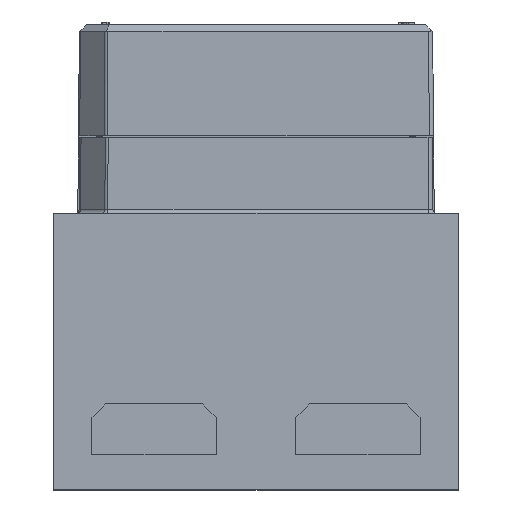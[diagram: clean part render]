
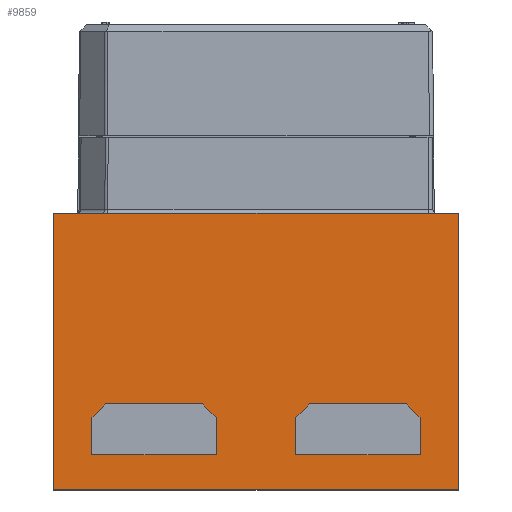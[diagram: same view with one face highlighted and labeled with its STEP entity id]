
A CAD part, top view. The second image highlights one B-rep face of the part: STEP entity #9859.
In plain terms, the highlighted planar face has unit normal (0, 0.005, 1).
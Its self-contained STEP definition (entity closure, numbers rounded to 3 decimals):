
#9859=ADVANCED_FACE('',(#15511,#15512,#15513),#10867,.F.);
#10867=PLANE('',#30707);
#13048=LINE('',#42676,#14492);
#13054=LINE('',#42690,#14498);
#13056=LINE('',#42694,#14500);
#13063=LINE('',#42707,#14507);
#13080=LINE('',#42742,#14524);
#13083=LINE('',#42749,#14527);
#13109=LINE('',#42801,#14553);
#13113=LINE('',#42810,#14557);
#13114=LINE('',#42814,#14558);
#13117=LINE('',#42820,#14561);
#13121=LINE('',#42827,#14565);
#13123=LINE('',#42831,#14567);
#13124=LINE('',#42833,#14568);
#13125=LINE('',#42836,#14569);
#13126=LINE('',#42838,#14570);
#13127=LINE('',#42840,#14571);
#14492=VECTOR('',#34968,1.);
#14498=VECTOR('',#34976,1.);
#14500=VECTOR('',#34980,1.);
#14507=VECTOR('',#34991,1.);
#14524=VECTOR('',#35020,1.);
#14527=VECTOR('',#35025,1.);
#14553=VECTOR('',#35069,1.);
#14557=VECTOR('',#35075,1.);
#14558=VECTOR('',#35082,1.);
#14561=VECTOR('',#35087,1.);
#14565=VECTOR('',#35095,1.);
#14567=VECTOR('',#35099,1.);
#14568=VECTOR('',#35102,1.);
#14569=VECTOR('',#35103,1.);
#14570=VECTOR('',#35104,1.);
#14571=VECTOR('',#35105,1.);
#15511=FACE_BOUND('',#16474,.T.);
#15512=FACE_BOUND('',#16475,.T.);
#15513=FACE_BOUND('',#16476,.T.);
#16474=EDGE_LOOP('',(#19820,#19821,#19822,#19823,#19824,#19825));
#16475=EDGE_LOOP('',(#19826,#19827,#19828,#19829,#19830,#19831));
#16476=EDGE_LOOP('',(#19832,#19833,#19834,#19835));
#19820=ORIENTED_EDGE('',*,*,#27275,.T.);
#19821=ORIENTED_EDGE('',*,*,#27273,.T.);
#19822=ORIENTED_EDGE('',*,*,#27328,.F.);
#19823=ORIENTED_EDGE('',*,*,#27267,.F.);
#19824=ORIENTED_EDGE('',*,*,#27282,.T.);
#19825=ORIENTED_EDGE('',*,*,#27299,.T.);
#19826=ORIENTED_EDGE('',*,*,#27332,.F.);
#19827=ORIENTED_EDGE('',*,*,#27333,.F.);
#19828=ORIENTED_EDGE('',*,*,#27336,.T.);
#19829=ORIENTED_EDGE('',*,*,#27302,.T.);
#19830=ORIENTED_EDGE('',*,*,#27340,.T.);
#19831=ORIENTED_EDGE('',*,*,#27342,.T.);
#19832=ORIENTED_EDGE('',*,*,#27343,.T.);
#19833=ORIENTED_EDGE('',*,*,#27344,.F.);
#19834=ORIENTED_EDGE('',*,*,#27345,.F.);
#19835=ORIENTED_EDGE('',*,*,#27346,.T.);
#24774=VERTEX_POINT('',#42677);
#24775=VERTEX_POINT('',#42678);
#24780=VERTEX_POINT('',#42689);
#24781=VERTEX_POINT('',#42691);
#24782=VERTEX_POINT('',#42695);
#24785=VERTEX_POINT('',#42706);
#24800=VERTEX_POINT('',#42748);
#24801=VERTEX_POINT('',#42750);
#24818=VERTEX_POINT('',#42804);
#24821=VERTEX_POINT('',#42809);
#24822=VERTEX_POINT('',#42815);
#24825=VERTEX_POINT('',#42828);
#24826=VERTEX_POINT('',#42834);
#24827=VERTEX_POINT('',#42835);
#24828=VERTEX_POINT('',#42837);
#24829=VERTEX_POINT('',#42839);
#27267=EDGE_CURVE('',#24774,#24775,#13048,.T.);
#27273=EDGE_CURVE('',#24781,#24780,#13054,.T.);
#27275=EDGE_CURVE('',#24782,#24781,#13056,.T.);
#27282=EDGE_CURVE('',#24774,#24785,#13063,.T.);
#27299=EDGE_CURVE('',#24785,#24782,#13080,.T.);
#27302=EDGE_CURVE('',#24801,#24800,#13083,.T.);
#27328=EDGE_CURVE('',#24775,#24780,#13109,.T.);
#27332=EDGE_CURVE('',#24821,#24818,#13113,.T.);
#27333=EDGE_CURVE('',#24822,#24821,#13114,.T.);
#27336=EDGE_CURVE('',#24822,#24801,#13117,.T.);
#27340=EDGE_CURVE('',#24800,#24825,#13121,.T.);
#27342=EDGE_CURVE('',#24825,#24818,#13123,.T.);
#27343=EDGE_CURVE('',#24826,#24827,#13124,.T.);
#27344=EDGE_CURVE('',#24828,#24827,#13125,.T.);
#27345=EDGE_CURVE('',#24829,#24828,#13126,.T.);
#27346=EDGE_CURVE('',#24829,#24826,#13127,.T.);
#30707=AXIS2_PLACEMENT_3D('',#42841,#35106,#35107);
#34968=DIRECTION('',(-0.009,-1.,0.005));
#34976=DIRECTION('',(0.009,-1.,0.005));
#34980=DIRECTION('',(0.707,-0.707,0.004));
#34991=DIRECTION('',(0.707,0.707,-0.004));
#35020=DIRECTION('',(1.,0.,0.));
#35025=DIRECTION('',(1.,0.,0.));
#35069=DIRECTION('',(1.,0.,0.));
#35075=DIRECTION('',(1.,0.,0.));
#35082=DIRECTION('',(-0.009,-1.,0.005));
#35087=DIRECTION('',(0.707,0.707,-0.004));
#35095=DIRECTION('',(0.707,-0.707,0.004));
#35099=DIRECTION('',(0.009,-1.,0.005));
#35102=DIRECTION('',(0.,-1.,0.005));
#35103=DIRECTION('',(-1.,0.,0.));
#35104=DIRECTION('',(0.,-1.,0.005));
#35105=DIRECTION('',(-1.,0.,0.));
#35106=DIRECTION('',(0.,-0.005,-1.));
#35107=DIRECTION('',(1.,0.,0.));
#42676=CARTESIAN_POINT('',(2.873,-14.727,15.123));
#42677=CARTESIAN_POINT('',(2.873,-14.727,15.123));
#42678=CARTESIAN_POINT('',(2.85,-17.4,15.137));
#42689=CARTESIAN_POINT('',(11.85,-17.4,15.137));
#42690=CARTESIAN_POINT('',(11.827,-14.727,15.123));
#42691=CARTESIAN_POINT('',(11.827,-14.727,15.123));
#42694=CARTESIAN_POINT('',(10.85,-13.75,15.118));
#42695=CARTESIAN_POINT('',(10.85,-13.75,15.118));
#42706=CARTESIAN_POINT('',(3.85,-13.75,15.118));
#42707=CARTESIAN_POINT('',(2.873,-14.727,15.123));
#42742=CARTESIAN_POINT('',(3.85,-13.75,15.118));
#42748=CARTESIAN_POINT('',(-3.85,-13.75,15.118));
#42749=CARTESIAN_POINT('',(-10.85,-13.75,15.118));
#42750=CARTESIAN_POINT('',(-10.85,-13.75,15.118));
#42801=CARTESIAN_POINT('',(2.85,-17.4,15.137));
#42804=CARTESIAN_POINT('',(-2.85,-17.4,15.137));
#42809=CARTESIAN_POINT('',(-11.85,-17.4,15.137));
#42810=CARTESIAN_POINT('',(-11.85,-17.4,15.137));
#42814=CARTESIAN_POINT('',(-11.827,-14.727,15.123));
#42815=CARTESIAN_POINT('',(-11.827,-14.727,15.123));
#42820=CARTESIAN_POINT('',(-11.827,-14.727,15.123));
#42827=CARTESIAN_POINT('',(-3.85,-13.75,15.118));
#42828=CARTESIAN_POINT('',(-2.873,-14.727,15.123));
#42831=CARTESIAN_POINT('',(-2.873,-14.727,15.123));
#42833=CARTESIAN_POINT('',(-14.6,0.,15.046));
#42834=CARTESIAN_POINT('',(-14.6,0.,15.046));
#42835=CARTESIAN_POINT('',(-14.6,-19.9,15.15));
#42836=CARTESIAN_POINT('',(14.6,-19.9,15.15));
#42837=CARTESIAN_POINT('',(14.6,-19.9,15.15));
#42838=CARTESIAN_POINT('',(14.6,0.,15.046));
#42839=CARTESIAN_POINT('',(14.6,0.,15.046));
#42840=CARTESIAN_POINT('',(14.6,0.,15.046));
#42841=CARTESIAN_POINT('',(14.6,-19.9,15.15));
